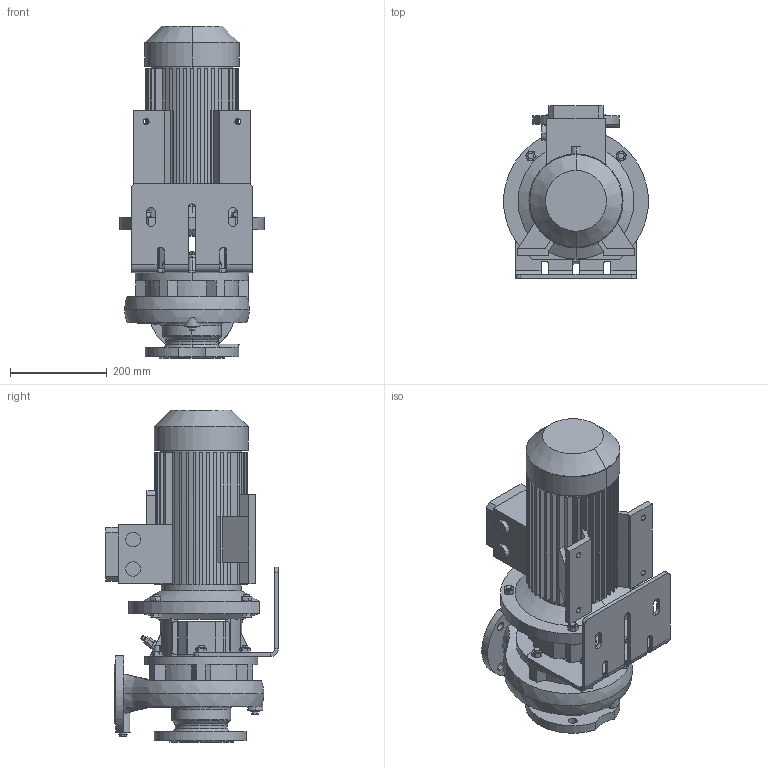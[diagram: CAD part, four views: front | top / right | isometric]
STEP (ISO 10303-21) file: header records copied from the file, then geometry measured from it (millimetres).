
FILE_DESCRIPTION (( 'STEP AP214' ), '1' );
FILE_NAME ('ﾌﾓ-311-200-ﾌ2-311-211-03-12.step', '2025-04-07T07:32:20', ( 'adb' ), ( '' ), 'SwSTEP 2.0', 'SolidWorks 2016', '' );
FILE_SCHEMA (( 'AUTOMOTIVE_DESIGN' ));
Length unit declared in the file: millimetre
Products named in the file (1): ﾌﾓ-311-200-ﾌ2-311-211-03-12
Bounding box: 299.22 x 358 x 688 mm (x, y, z)
Volume: 18884854.6 mm3; surface area: 1608379.4 mm2
Topology: 8 solids, 17 shells, 1073 faces, 2838 edges, 1842 vertices
Faces by surface type: plane 584, cylinder 374, cone 89, bspline 19, torus 7
Entity records: 51683 total; most frequent: CARTESIAN_POINT 12968, ORIENTED_EDGE 5672, DIRECTION 5512, EDGE_CURVE 2836, AXIS2_PLACEMENT_3D 1979, VERTEX_POINT 1842, VECTOR 1554, LINE 1554
